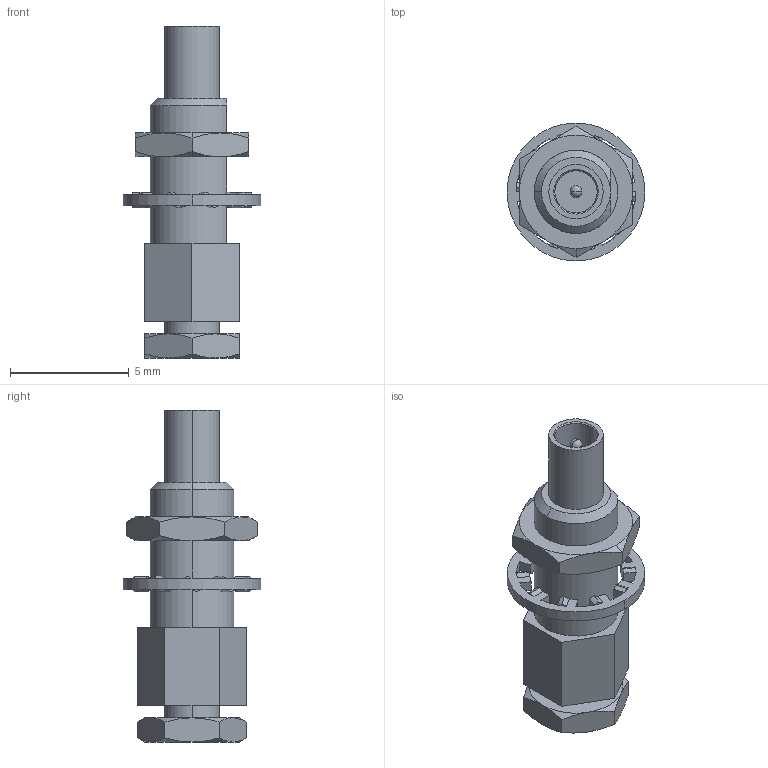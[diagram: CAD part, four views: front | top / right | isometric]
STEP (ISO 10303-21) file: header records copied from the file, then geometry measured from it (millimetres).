
FILE_DESCRIPTION (( 'STEP AP214' ), '1' );
FILE_NAME ('LCCN45371_3D.step', '2023-12-06T15:34:14', ( '' ), ( '' ), 'SwSTEP 2.0', 'SolidWorks 2022', '' );
FILE_SCHEMA (( 'AUTOMOTIVE_DESIGN' ));
Length unit declared in the file: millimetre
Products named in the file (4): LCCN45371_3D; Copy of PE45371-MA5^LCCN45371_默认; Copy of PE45371-MA4^LCCN45371; Copy of PE45371-MA1^LCCN45371_默认
Assembly tree (3 placements, depth 2):
  LCCN45371_3D
    Copy of PE45371-MA1^LCCN45371_默认
    Copy of PE45371-MA5^LCCN45371_默认
    Copy of PE45371-MA4^LCCN45371
Bounding box: 5.8 x 5.8 x 13.97 mm (x, y, z)
Volume: 131.3 mm3; surface area: 322.3 mm2
Topology: 3 solids, 3 shells, 190 faces, 484 edges, 305 vertices
Faces by surface type: plane 131, cone 30, cylinder 27, sphere 2
Entity records: 5938 total; most frequent: CARTESIAN_POINT 1229, ORIENTED_EDGE 960, DIRECTION 908, EDGE_CURVE 480, LINE 324, VECTOR 324, VERTEX_POINT 303, AXIS2_PLACEMENT_3D 292
